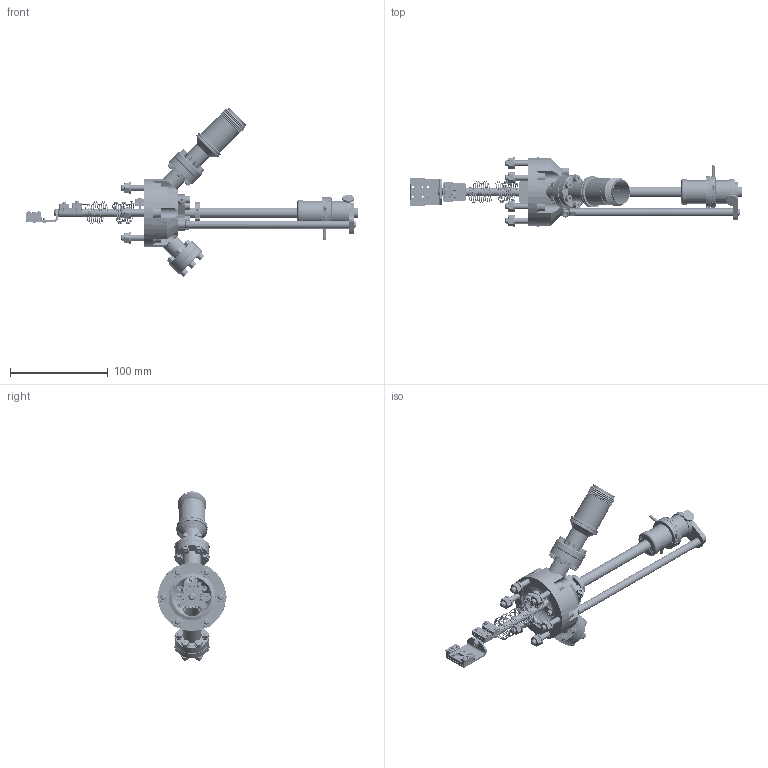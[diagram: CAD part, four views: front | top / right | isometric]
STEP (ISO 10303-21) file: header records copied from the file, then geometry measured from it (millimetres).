
FILE_DESCRIPTION(('Confidential','CAx-IF Rec.Pracs.--- Model Styling and Organization---1.2---2011-12-15'),'2;1');
FILE_NAME('HSASOM40(DCMD)-0100-0112-0002_Rev_D_20230615.stp','2023-06-15T12:58:04+00:00',('none'),('Ferrovac AG'),'CATIA Version 5 Release 21 SP 6 (IN-10)','CATIA V5 STEP AP214','PROPERTY OF FERROVAC AG');
FILE_SCHEMA(('AUTOMOTIVE_DESIGN { 1 0 10303 214 1 1 1 1 }'));
Products named in the file (104): HSASOM40(DCMD); ADHSOMDC; 24649; 41104012.1; 32104000.2; 17101604.3; BFCF16.2; 60025; BOBACF16; BOBACF16_Single; 26104000; 25104000; 17104020; BOBACF40; BOBACF40_Single; 17106035; 25106000; 26106000; BOTACF16; BOTACF16_Single; 17104012; 32104000; ELUCSR2MPCF; ELUCSR2; 9781; 9782; 18102010; 25102000; 24465; 40103018; 9650; ELULTP4TCKP; ELULTP4TCK; 13864; 23814; 18101402; 18101608; 32101600; 9780; 24466 ...
Assembly tree (163 placements, depth 6):
  HSASOM40(DCMD)
    ADHSOMDC
      24649
      41104012.1
      32104000.2
      17101604.3  x2
    BFCF16.2
      60025
    BOBACF16  x2
      BOBACF16_Single
        26104000  x2
        25104000
        17104020
    BOBACF40
      BOBACF40_Single  x6
        17106035
        25106000
        26106000
    BOTACF16
      BOTACF16_Single  x6
        17104012
        32104000
    ELUCSR2MPCF
      ELUCSR2
        9781  x4
        9782  x2
        18102010  x2
        25102000  x2
      24465
      40103018  x2
      9650  x2
    ELULTP4TCKP
      ELULTP4TCK
        13864  x4
        23814
        18101402  x8
        18101608  x2
        32101600  x2
      ELUCSR2
        9781  x4
        9782  x2
        18102010  x2
        25102000  x2
      9780
      24466
      24948  x2
    IVWHSAS40MPCFEFTK
      Power1-MPCF
      Power2-MPCF
      Alumel-MPCF
      Chromel-MPCF
      60658  x2
      60659  x2
    IVWHSAS40PBNMD
      Power1-MDB
      Power2-MDB
      Alumel-MDB
      Chromel-MDB
      Power1-MDF
      Power2-MDF
Bounding box: 339.6 x 70.7 x 173.08 mm (x, y, z)
Volume: 193925.5 mm3; surface area: 155621.5 mm2
Topology: 215 solids, 215 shells, 4455 faces, 10531 edges, 6660 vertices
Faces by surface type: cylinder 1795, plane 1663, cone 535, torus 360, bspline 94, extrusion 4, sphere 4
Entity records: 70461 total; most frequent: CARTESIAN_POINT 22371, ORIENTED_EDGE 10128, DIRECTION 7989, EDGE_CURVE 5064, AXIS2_PLACEMENT_3D 3957, VERTEX_POINT 3198, EDGE_LOOP 2524, VECTOR 2192
